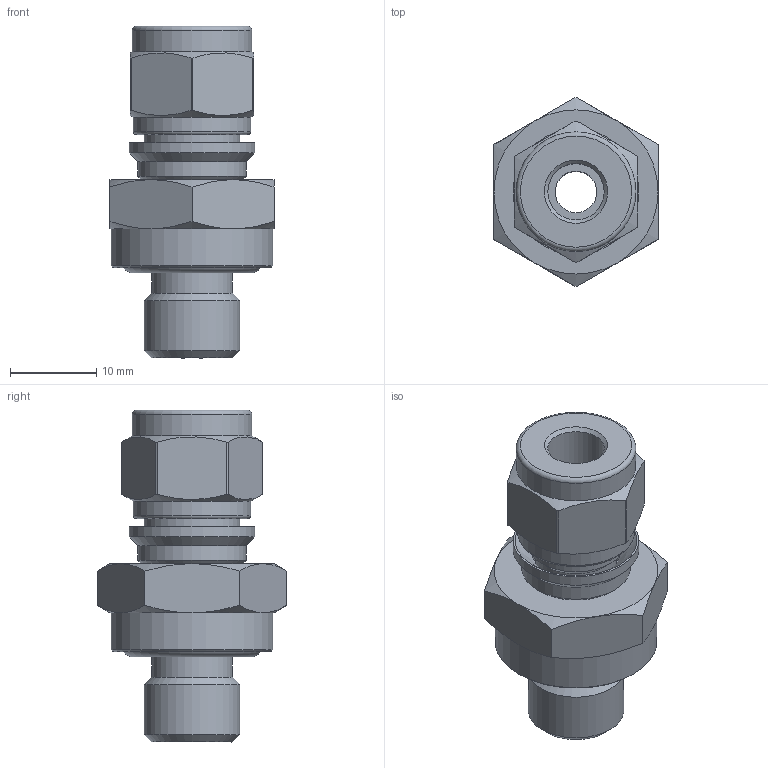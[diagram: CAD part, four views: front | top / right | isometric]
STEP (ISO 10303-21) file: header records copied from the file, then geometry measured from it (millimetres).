
FILE_DESCRIPTION(/* description */ (''),/* implementation_level */ '2;1');
FILE_NAME(/* name */ 'SOSCI-4-4U.stp',/* time_stamp */ '2022-05-24T13:12:16+09:00',/* author */ ('user'),/* organization */ (''),/* preprocessor_version */ 'ST-DEVELOPER v18.1',/* originating_system */ 'Autodesk Inventor 2022',/* authorisation */ '');
FILE_SCHEMA (('AUTOMOTIVE_DESIGN { 1 0 10303 214 3 1 1 }'));
Length unit declared in the file: millimetre
Products named in the file (1): SOSC-4-4U
Bounding box: 19.05 x 22 x 38.54 mm (x, y, z)
Volume: 5675.7 mm3; surface area: 3879.2 mm2
Topology: 1 solids, 1 shells, 70 faces, 150 edges, 91 vertices
Faces by surface type: cone 24, plane 23, cylinder 20, torus 3
Full cylindrical faces by diameter (mm): 4.826 x1, 6.55 x1, 9.4 x2, 10.1 x1, 11.1 x1, 11.112 x1, 11.113 x1, 12.6 x1, 13.6 x1, 13.9 x1, 14.6 x1, 16.5 x1, 18.8 x1
Entity records: 1897 total; most frequent: CARTESIAN_POINT 384, DIRECTION 326, ORIENTED_EDGE 300, EDGE_CURVE 150, AXIS2_PLACEMENT_3D 141, VERTEX_POINT 91, EDGE_LOOP 81, CIRCLE 70
